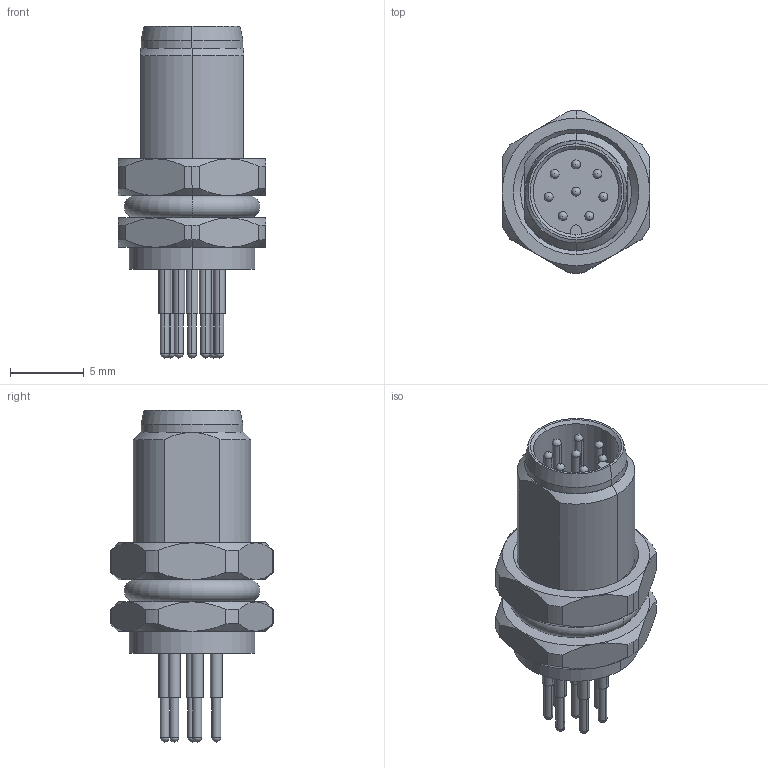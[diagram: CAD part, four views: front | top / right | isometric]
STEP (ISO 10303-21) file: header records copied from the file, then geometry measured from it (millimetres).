
FILE_DESCRIPTION (( 'STEP AP214' ), '1' );
FILE_NAME ('CUI_DEVICES_CDM801-08A-MP-F810-67.step', '2023-11-29T20:22:43', ( '' ), ( '' ), 'SwSTEP 2.0', 'SolidWorks 2023', '' );
FILE_SCHEMA (( 'AUTOMOTIVE_DESIGN' ));
Length unit declared in the file: millimetre
Products named in the file (3): CUI_DEVICES_CDM801-08A-MP-F810-67; M8_PINS_MALE_FRONT_8P; CDM801 HOUSING
Assembly tree (2 placements, depth 2):
  CUI_DEVICES_CDM801-08A-MP-F810-67
    CDM801 HOUSING
    M8_PINS_MALE_FRONT_8P
Bounding box: 10 x 11 x 22.5 mm (x, y, z)
Volume: 849.6 mm3; surface area: 1690.9 mm2
Topology: 2 solids, 2 shells, 177 faces, 449 edges, 286 vertices
Faces by surface type: cylinder 84, cone 40, plane 35, sphere 16, torus 2
Entity records: 5254 total; most frequent: CARTESIAN_POINT 1097, DIRECTION 924, ORIENTED_EDGE 802, AXIS2_PLACEMENT_3D 401, EDGE_CURVE 401, VERTEX_POINT 254, CIRCLE 219, EDGE_LOOP 209
